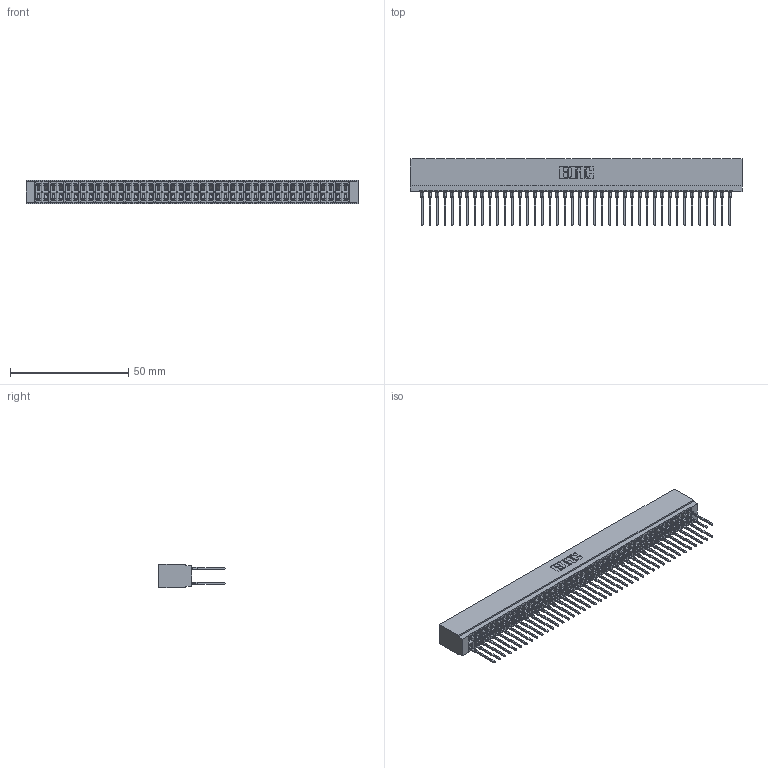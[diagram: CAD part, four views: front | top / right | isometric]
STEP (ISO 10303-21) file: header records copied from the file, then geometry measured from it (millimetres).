
FILE_DESCRIPTION (( 'STEP AP203' ), '1' );
FILE_NAME ('726-084-540-201.STEP', '2020-05-28T11:50:07', ( '' ), ( '' ), 'SwSTEP 2.0', 'SolidWorks 2020', '' );
FILE_SCHEMA (( 'CONFIG_CONTROL_DESIGN' ));
Length unit declared in the file: inch
Products named in the file (3): 726 Part_.515 Slot Depth - 01; 726-084-540-201; 746-292-001_540
Assembly tree (85 placements, depth 2):
  726-084-540-201
    726 Part_.515 Slot Depth - 01
    746-292-001_540  x84
Bounding box: 140.59 x 28.18 x 9.91 mm (x, y, z)
Volume: 13199.6 mm3; surface area: 23164.3 mm2
Topology: 85 solids, 85 shells, 7615 faces, 20927 edges, 13321 vertices
Faces by surface type: plane 3919, bspline 1680, cylinder 1512, torus 504
Entity records: 64815 total; most frequent: CARTESIAN_POINT 12885, ORIENTED_EDGE 11144, DIRECTION 9304, EDGE_CURVE 5572, LINE 4968, VECTOR 4968, VERTEX_POINT 3693, AXIS2_PLACEMENT_3D 2168
